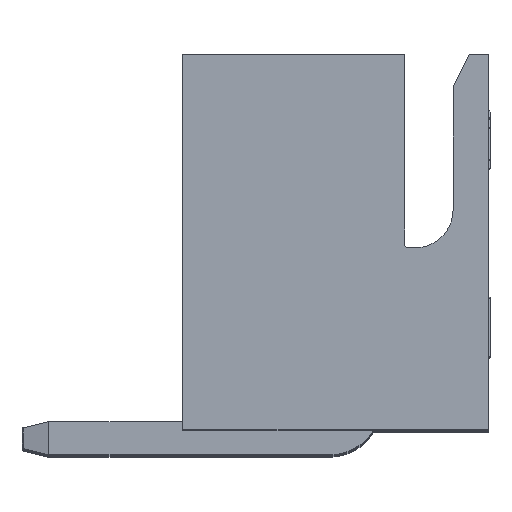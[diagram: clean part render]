
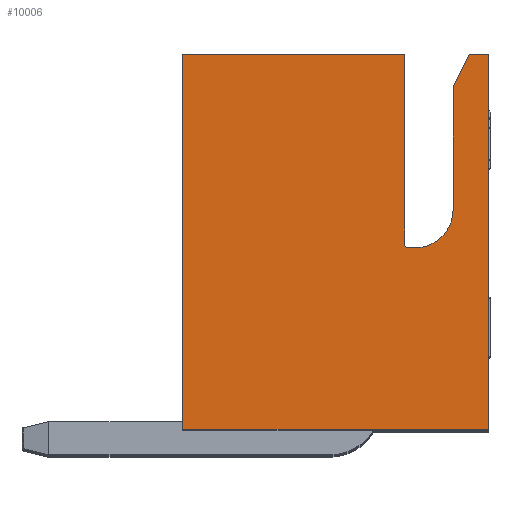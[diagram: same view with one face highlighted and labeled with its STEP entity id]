
A CAD part, top view. The second image highlights one B-rep face of the part: STEP entity #10006.
In plain terms, the highlighted planar face has unit normal (0, 0, 1).
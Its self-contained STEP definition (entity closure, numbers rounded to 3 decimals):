
#561=PLANE('',#10733);
#1110=FACE_OUTER_BOUND('',#1669,.T.);
#1669=EDGE_LOOP('',(#8264,#8265,#8266,#8267,#8268,#8269,#8270,#8271,#8272,
#8273,#8274));
#1840=CIRCLE('',#10718,0.05);
#1844=CIRCLE('',#10734,0.7);
#2526=LINE('',#16704,#3590);
#2534=LINE('',#16719,#3598);
#2655=LINE('',#17224,#3719);
#2711=LINE('',#17350,#3775);
#2726=LINE('',#17386,#3790);
#2732=LINE('',#17398,#3796);
#2733=LINE('',#17401,#3797);
#2734=LINE('',#17402,#3798);
#2735=LINE('',#17403,#3799);
#3590=VECTOR('',#12587,10.);
#3598=VECTOR('',#12597,10.);
#3719=VECTOR('',#12824,10.);
#3775=VECTOR('',#12906,10.);
#3790=VECTOR('',#12941,10.);
#3796=VECTOR('',#12953,10.);
#3797=VECTOR('',#12956,10.);
#3798=VECTOR('',#12957,10.);
#3799=VECTOR('',#12958,10.);
#4527=VERTEX_POINT('',#16701);
#4528=VERTEX_POINT('',#16703);
#4534=VERTEX_POINT('',#16717);
#4624=VERTEX_POINT('',#17221);
#4625=VERTEX_POINT('',#17223);
#4680=VERTEX_POINT('',#17343);
#4682=VERTEX_POINT('',#17349);
#4692=VERTEX_POINT('',#17383);
#4693=VERTEX_POINT('',#17385);
#4696=VERTEX_POINT('',#17397);
#4697=VERTEX_POINT('',#17400);
#5707=EDGE_CURVE('',#4528,#4527,#2526,.T.);
#5715=EDGE_CURVE('',#4534,#4527,#2534,.T.);
#5866=EDGE_CURVE('',#4625,#4624,#2655,.T.);
#5926=EDGE_CURVE('',#4528,#4680,#1840,.T.);
#5929=EDGE_CURVE('',#4682,#4680,#2711,.T.);
#5947=EDGE_CURVE('',#4693,#4692,#2726,.T.);
#5953=EDGE_CURVE('',#4692,#4696,#2732,.T.);
#5954=EDGE_CURVE('',#4696,#4682,#1844,.T.);
#5955=EDGE_CURVE('',#4697,#4534,#2733,.T.);
#5956=EDGE_CURVE('',#4697,#4625,#2734,.T.);
#5957=EDGE_CURVE('',#4693,#4624,#2735,.T.);
#8264=ORIENTED_EDGE('',*,*,#5947,.T.);
#8265=ORIENTED_EDGE('',*,*,#5953,.T.);
#8266=ORIENTED_EDGE('',*,*,#5954,.T.);
#8267=ORIENTED_EDGE('',*,*,#5929,.T.);
#8268=ORIENTED_EDGE('',*,*,#5926,.F.);
#8269=ORIENTED_EDGE('',*,*,#5707,.T.);
#8270=ORIENTED_EDGE('',*,*,#5715,.F.);
#8271=ORIENTED_EDGE('',*,*,#5955,.F.);
#8272=ORIENTED_EDGE('',*,*,#5956,.T.);
#8273=ORIENTED_EDGE('',*,*,#5866,.T.);
#8274=ORIENTED_EDGE('',*,*,#5957,.F.);
#10006=ADVANCED_FACE('',(#1110),#561,.T.);
#10718=AXIS2_PLACEMENT_3D('',#17344,#12899,#12900);
#10733=AXIS2_PLACEMENT_3D('',#17396,#12951,#12952);
#10734=AXIS2_PLACEMENT_3D('',#17399,#12954,#12955);
#12587=DIRECTION('',(0.,1.,0.));
#12597=DIRECTION('',(1.,0.,0.));
#12824=DIRECTION('',(0.,1.,0.));
#12899=DIRECTION('center_axis',(0.,0.,1.));
#12900=DIRECTION('ref_axis',(-0.707,-0.707,0.));
#12906=DIRECTION('',(-1.,0.,0.));
#12941=DIRECTION('',(-0.447,-0.894,0.));
#12951=DIRECTION('center_axis',(0.,0.,1.));
#12952=DIRECTION('ref_axis',(1.,0.,0.));
#12953=DIRECTION('',(0.,-1.,0.));
#12954=DIRECTION('center_axis',(0.,0.,-1.));
#12955=DIRECTION('ref_axis',(0.,-1.,0.));
#12956=DIRECTION('',(0.,1.,0.));
#12957=DIRECTION('',(1.,0.,0.));
#12958=DIRECTION('',(1.,0.,0.));
#16701=CARTESIAN_POINT('',(1.29,7.,15.33));
#16703=CARTESIAN_POINT('',(1.29,3.45,15.33));
#16704=CARTESIAN_POINT('',(1.29,1.7,15.33));
#16717=CARTESIAN_POINT('',(-2.85,7.,15.33));
#16719=CARTESIAN_POINT('',(-2.85,7.,15.33));
#17221=CARTESIAN_POINT('',(2.85,7.,15.33));
#17223=CARTESIAN_POINT('',(2.85,0.,15.33));
#17224=CARTESIAN_POINT('',(2.85,0.,15.33));
#17343=CARTESIAN_POINT('',(1.34,3.4,15.33));
#17344=CARTESIAN_POINT('Origin',(1.34,3.45,15.33));
#17349=CARTESIAN_POINT('',(1.49,3.4,15.33));
#17350=CARTESIAN_POINT('',(-0.68,3.4,15.33));
#17383=CARTESIAN_POINT('',(2.19,6.4,15.33));
#17385=CARTESIAN_POINT('',(2.49,7.,15.33));
#17386=CARTESIAN_POINT('',(0.556,3.132,15.33));
#17396=CARTESIAN_POINT('Origin',(-2.85,0.,15.33));
#17397=CARTESIAN_POINT('',(2.19,4.1,15.33));
#17398=CARTESIAN_POINT('',(2.19,3.5,15.33));
#17399=CARTESIAN_POINT('Origin',(1.49,4.1,15.33));
#17400=CARTESIAN_POINT('',(-2.85,0.,15.33));
#17401=CARTESIAN_POINT('',(-2.85,0.,15.33));
#17402=CARTESIAN_POINT('',(-2.85,0.,15.33));
#17403=CARTESIAN_POINT('',(-2.85,7.,15.33));
